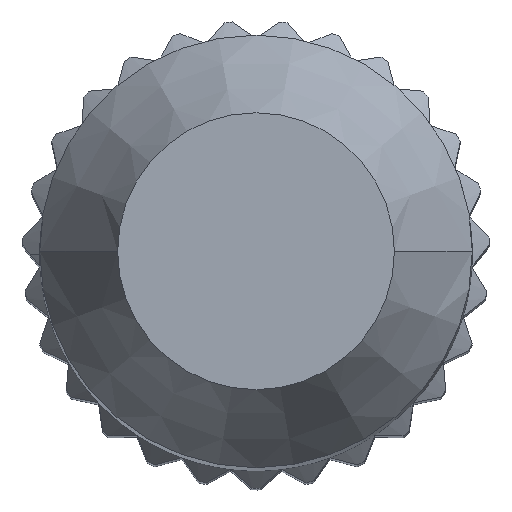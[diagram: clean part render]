
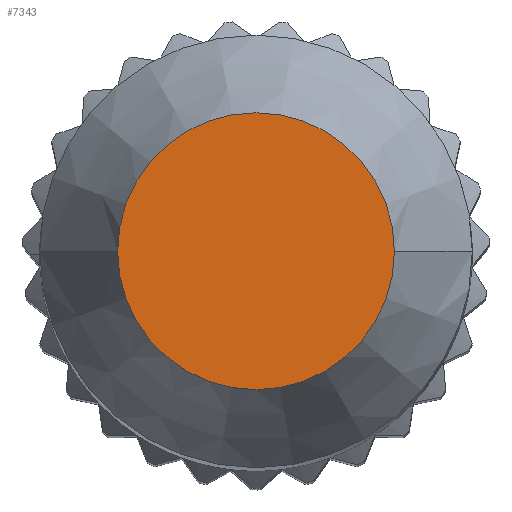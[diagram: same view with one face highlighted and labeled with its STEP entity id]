
A CAD part, top view. The second image highlights one B-rep face of the part: STEP entity #7343.
In plain terms, the highlighted planar face has unit normal (0, 0, 1).
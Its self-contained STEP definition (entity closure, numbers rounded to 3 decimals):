
#29 = EDGE_CURVE ( 'NONE', #9774, #6724, #4316, .T. ) ;
#901 = AXIS2_PLACEMENT_3D ( 'NONE', #10999, #7604, #8640 ) ;
#1372 = CARTESIAN_POINT ( 'NONE',  ( 0., 0., 45. ) ) ;
#1418 = DIRECTION ( 'NONE',  ( 1., 0., 0. ) ) ;
#2628 = DIRECTION ( 'NONE',  ( 0., 0., -1. ) ) ;
#2684 = CARTESIAN_POINT ( 'NONE',  ( 0., 4., 45. ) ) ;
#3830 = DIRECTION ( 'NONE',  ( -1., 0., 0. ) ) ;
#4316 = CIRCLE ( 'NONE', #5293, 4. ) ;
#5293 = AXIS2_PLACEMENT_3D ( 'NONE', #1372, #6033, #1418 ) ;
#5841 = AXIS2_PLACEMENT_3D ( 'NONE', #2684, #2628, #3830 ) ;
#6033 = DIRECTION ( 'NONE',  ( 0., 0., 1. ) ) ;
#6724 = VERTEX_POINT ( 'NONE', #14190 ) ;
#7318 = PLANE ( 'NONE',  #5841 ) ;
#7343 = ADVANCED_FACE ( 'NONE', ( #8114 ), #7318, .F. ) ;
#7604 = DIRECTION ( 'NONE',  ( 0., 0., 1. ) ) ;
#8114 = FACE_OUTER_BOUND ( 'NONE', #14209, .T. ) ;
#8640 = DIRECTION ( 'NONE',  ( 1., 0., 0. ) ) ;
#9774 = VERTEX_POINT ( 'NONE', #13996 ) ;
#10007 = EDGE_CURVE ( 'NONE', #6724, #9774, #10276, .T. ) ;
#10276 = CIRCLE ( 'NONE', #901, 4. ) ;
#10999 = CARTESIAN_POINT ( 'NONE',  ( 0., 0., 45. ) ) ;
#11014 = ORIENTED_EDGE ( 'NONE', *, *, #29, .T. ) ;
#13221 = ORIENTED_EDGE ( 'NONE', *, *, #10007, .T. ) ;
#13996 = CARTESIAN_POINT ( 'NONE',  ( 4., 0., 45. ) ) ;
#14190 = CARTESIAN_POINT ( 'NONE',  ( -4., 0., 45. ) ) ;
#14209 = EDGE_LOOP ( 'NONE', ( #13221, #11014 ) ) ;
